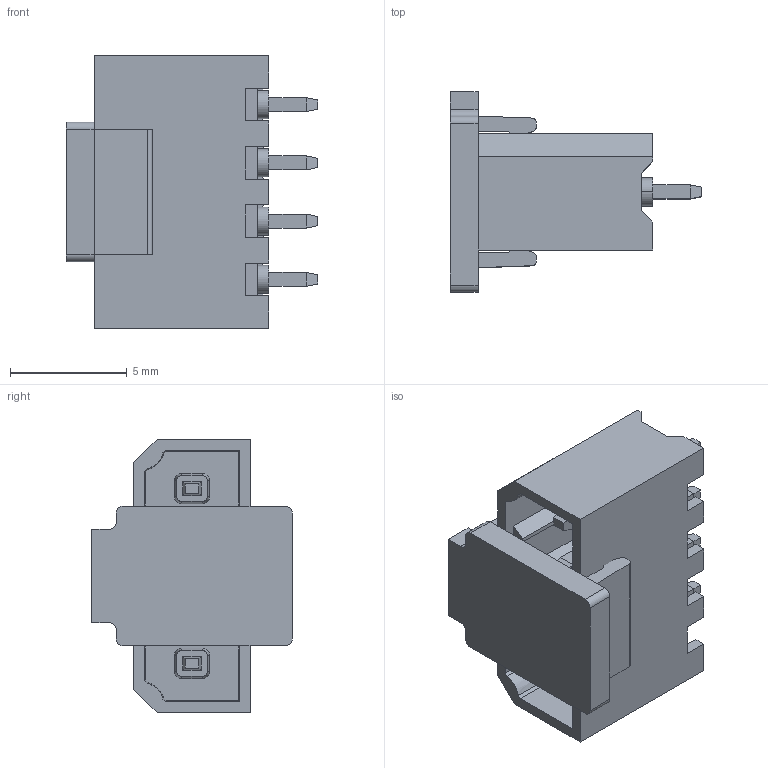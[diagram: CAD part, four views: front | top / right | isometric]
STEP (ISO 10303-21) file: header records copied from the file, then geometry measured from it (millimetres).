
FILE_DESCRIPTION(('SolidDesigner STEP Export'),'2;1');
FILE_NAME('ptsm_0.5-4-hv-2.5-thr-wh.stp','2013-02-28T10:41:29',(''),(''),'Creo Elements/Direct Modeling STEP processor for AP214 (Solid Model)','Creo Elements/Direct Modeling 18.1 06-May-2012 (C) Parametric Technology GmbH','');
FILE_SCHEMA(('AUTOMOTIVE_DESIGN { 1 0 10303 214 1 1 1 1 }'));
Length unit declared in the file: millimetre
Products named in the file (3): ptsm_0.5-4-hv-2.5-thr-wh; ptsm_0.5_pad
Assembly tree (2 placements, depth 2):
  ptsm_0.5-4-hv-2.5-thr-wh
    ptsm_0.5_pad
    ptsm_0.5-4-hv-2.5-thr-wh
Bounding box: 10.8 x 8.6 x 11.7 mm (x, y, z)
Volume: 299.4 mm3; surface area: 780.6 mm2
Topology: 2 solids, 2 shells, 271 faces, 708 edges, 462 vertices
Faces by surface type: plane 233, cylinder 20, cone 18
Entity records: 10343 total; most frequent: CARTESIAN_POINT 1469, ORIENTED_EDGE 1416, DIRECTION 1291, EDGE_CURVE 708, VECTOR 619, LINE 619, VERTEX_POINT 462, AXIS2_PLACEMENT_3D 336
